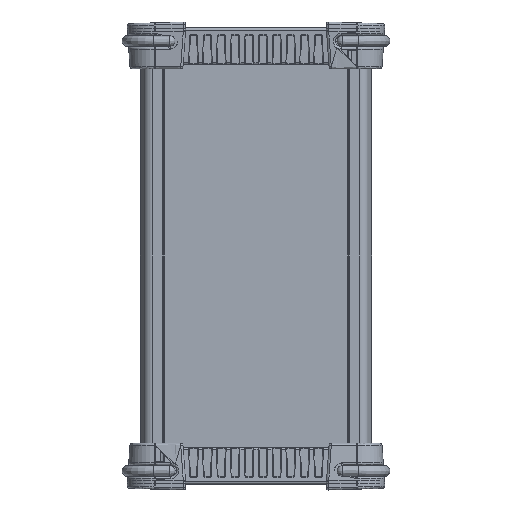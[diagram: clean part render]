
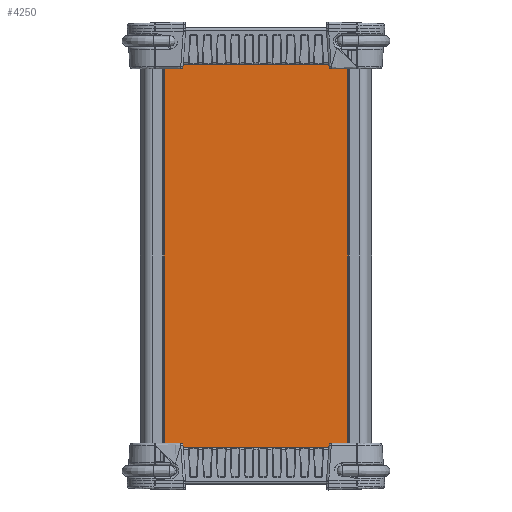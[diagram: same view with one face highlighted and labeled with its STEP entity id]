
A CAD part, front view. The second image highlights one B-rep face of the part: STEP entity #4250.
In plain terms, the highlighted planar face has unit normal (0, -1, 0).
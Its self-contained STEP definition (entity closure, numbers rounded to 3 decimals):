
#4192=CARTESIAN_POINT('',(175.558,122.615,-100.0));
#4193=VERTEX_POINT('',#4192);
#4201=CARTESIAN_POINT('',(175.558,122.615,0.0));
#4202=VERTEX_POINT('',#4201);
#4203=CARTESIAN_POINT('',(175.558,122.615,0.0));
#4204=DIRECTION('',(0.0,0.0,-1.0));
#4205=VECTOR('',#4204,100.0);
#4206=LINE('',#4203,#4205);
#4207=EDGE_CURVE('',#4202,#4193,#4206,.T.);
#4220=CARTESIAN_POINT('',(197.358,122.615,0.0));
#4221=DIRECTION('',(0.0,-1.0,0.0));
#4222=DIRECTION('',(0.0,0.0,-1.0));
#4223=AXIS2_PLACEMENT_3D('',#4220,#4221,#4222);
#4224=PLANE('',#4223);
#4225=CARTESIAN_POINT('',(219.158,122.615,-100.0));
#4226=VERTEX_POINT('',#4225);
#4227=CARTESIAN_POINT('',(175.558,122.615,-100.0));
#4228=DIRECTION('',(1.0,0.0,0.0));
#4229=VECTOR('',#4228,43.6);
#4230=LINE('',#4227,#4229);
#4231=EDGE_CURVE('',#4193,#4226,#4230,.T.);
#4232=ORIENTED_EDGE('',*,*,#4231,.T.);
#4233=CARTESIAN_POINT('',(219.158,122.615,0.0));
#4234=VERTEX_POINT('',#4233);
#4235=CARTESIAN_POINT('',(219.158,122.615,0.0));
#4236=DIRECTION('',(0.0,0.0,-1.0));
#4237=VECTOR('',#4236,100.0);
#4238=LINE('',#4235,#4237);
#4239=EDGE_CURVE('',#4234,#4226,#4238,.T.);
#4240=ORIENTED_EDGE('',*,*,#4239,.F.);
#4241=CARTESIAN_POINT('',(175.558,122.615,0.0));
#4242=DIRECTION('',(1.0,0.0,0.0));
#4243=VECTOR('',#4242,43.6);
#4244=LINE('',#4241,#4243);
#4245=EDGE_CURVE('',#4202,#4234,#4244,.T.);
#4246=ORIENTED_EDGE('',*,*,#4245,.F.);
#4247=ORIENTED_EDGE('',*,*,#4207,.T.);
#4248=EDGE_LOOP('',(#4232,#4240,#4246,#4247));
#4249=FACE_OUTER_BOUND('',#4248,.T.);
#4250=ADVANCED_FACE('',(#4249),#4224,.T.);
